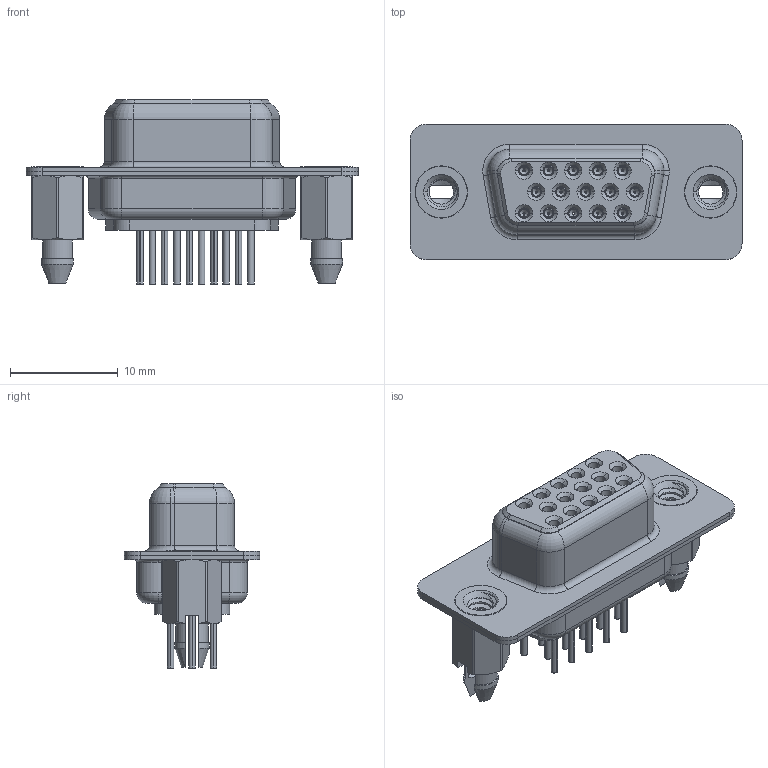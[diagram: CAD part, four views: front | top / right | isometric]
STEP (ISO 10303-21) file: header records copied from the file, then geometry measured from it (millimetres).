
FILE_DESCRIPTION (( 'STEP AP203' ), '1' );
FILE_NAME ('MHHDD-15FNS-E1.STEP', '2025-11-20T14:24:01', ( '' ), ( '' ), 'SwSTEP 2.0', 'SolidWorks 2023', '' );
FILE_SCHEMA (( 'CONFIG_CONTROL_DESIGN' ));
Length unit declared in the file: millimetre
Products named in the file (8): MHHDD-15FNS-E1; MHHDD Shell Front_15 Contacts; MHHDD Contact Row 3_30L; MHHDD Contact Row 2_30L; MHHDD Shell Rear_15 Contacts; MHHDD Threaded Boardlock_LP; MHHDD Housing_15 Contacts; MHHDD Contact Row 1_30L
Assembly tree (20 placements, depth 2):
  MHHDD-15FNS-E1
    MHHDD Housing_15 Contacts
    MHHDD Shell Front_15 Contacts
    MHHDD Shell Rear_15 Contacts
    MHHDD Contact Row 1_30L  x5
    MHHDD Contact Row 2_30L  x5
    MHHDD Contact Row 3_30L  x5
    MHHDD Threaded Boardlock_LP  x2
Bounding box: 30.81 x 12.55 x 17.1 mm (x, y, z)
Volume: 1632.8 mm3; surface area: 5783.3 mm2
Topology: 20 solids, 20 shells, 2267 faces, 5795 edges, 3607 vertices
Faces by surface type: cylinder 664, plane 568, torus 447, bspline 306, cone 282
Entity records: 29715 total; most frequent: CARTESIAN_POINT 9271, DIRECTION 4074, ORIENTED_EDGE 4062, EDGE_CURVE 2031, AXIS2_PLACEMENT_3D 1677, VERTEX_POINT 1275, EDGE_LOOP 920, CIRCLE 894
